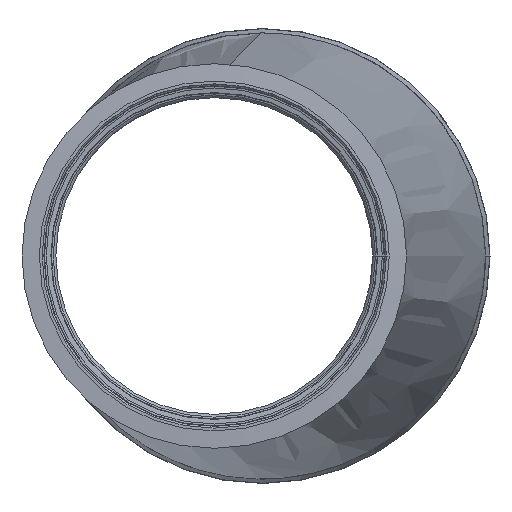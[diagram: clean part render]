
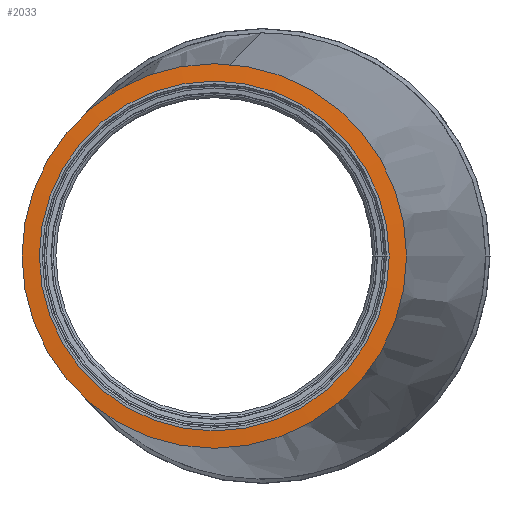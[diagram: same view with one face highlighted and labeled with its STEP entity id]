
A CAD part, front view. The second image highlights one B-rep face of the part: STEP entity #2033.
In plain terms, the highlighted conical face has half-angle 86.322 degrees and reference radius 66.3 mm.
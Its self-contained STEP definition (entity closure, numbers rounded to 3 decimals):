
#42=FACE_BOUND('',#596,.T.);
#81=CONICAL_SURFACE('',#2293,66.3,86.322);
#314=CIRCLE('',#2292,62.8);
#315=CIRCLE('',#2294,69.8);
#449=FACE_OUTER_BOUND('',#595,.T.);
#595=EDGE_LOOP('',(#1743));
#596=EDGE_LOOP('',(#1744));
#985=VERTEX_POINT('',#3874);
#986=VERTEX_POINT('',#3877);
#1240=EDGE_CURVE('',#985,#985,#314,.T.);
#1241=EDGE_CURVE('',#986,#986,#315,.T.);
#1743=ORIENTED_EDGE('',*,*,#1241,.F.);
#1744=ORIENTED_EDGE('',*,*,#1240,.T.);
#2033=ADVANCED_FACE('',(#449,#42),#81,.T.);
#2292=AXIS2_PLACEMENT_3D('',#3875,#2920,#2921);
#2293=AXIS2_PLACEMENT_3D('',#3876,#2922,#2923);
#2294=AXIS2_PLACEMENT_3D('',#3878,#2924,#2925);
#2920=DIRECTION('center_axis',(0.,1.,0.));
#2921=DIRECTION('ref_axis',(-1.,0.,0.));
#2922=DIRECTION('center_axis',(0.,1.,0.));
#2923=DIRECTION('ref_axis',(-1.,0.,0.));
#2924=DIRECTION('center_axis',(0.,1.,0.));
#2925=DIRECTION('ref_axis',(-1.,0.,0.));
#3874=CARTESIAN_POINT('',(-62.8,3.,0.));
#3875=CARTESIAN_POINT('Origin',(0.,3.,0.));
#3876=CARTESIAN_POINT('Origin',(0.,3.225,0.));
#3877=CARTESIAN_POINT('',(-69.8,3.45,0.));
#3878=CARTESIAN_POINT('Origin',(0.,3.45,0.));
